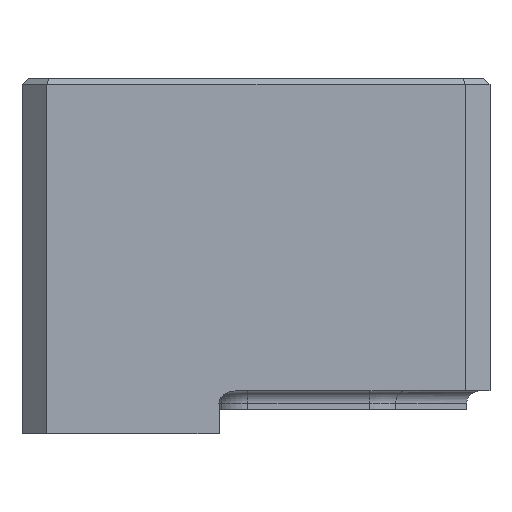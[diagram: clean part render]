
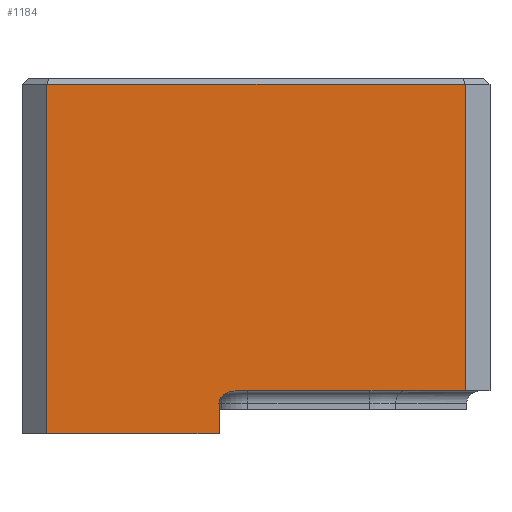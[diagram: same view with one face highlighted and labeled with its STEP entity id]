
A CAD part, left-side view. The second image highlights one B-rep face of the part: STEP entity #1184.
In plain terms, the highlighted planar face has unit normal (-1, 0, 0).
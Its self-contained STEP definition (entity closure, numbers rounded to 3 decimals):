
#67 = VERTEX_POINT ( 'NONE', #1780 ) ;
#84 = CARTESIAN_POINT ( 'NONE',  ( 0., -36., -0.5 ) ) ;
#98 = ORIENTED_EDGE ( 'NONE', *, *, #496, .T. ) ;
#142 = VECTOR ( 'NONE', #2114, 1000. ) ;
#147 = ORIENTED_EDGE ( 'NONE', *, *, #3836, .F. ) ;
#461 = CARTESIAN_POINT ( 'NONE',  ( 0., -16.586, -25.4 ) ) ;
#496 = EDGE_CURVE ( 'NONE', #2621, #67, #1106, .T. ) ;
#606 = VECTOR ( 'NONE', #4693, 1000. ) ;
#717 = EDGE_CURVE ( 'NONE', #3983, #806, #2139, .T. ) ;
#806 = VERTEX_POINT ( 'NONE', #3652 ) ;
#888 = ORIENTED_EDGE ( 'NONE', *, *, #1089, .F. ) ;
#948 = FACE_OUTER_BOUND ( 'NONE', #2145, .T. ) ;
#995 = CARTESIAN_POINT ( 'NONE',  ( 0., 0., -28.9 ) ) ;
#1089 = EDGE_CURVE ( 'NONE', #2621, #2720, #1851, .T. ) ;
#1106 = LINE ( 'NONE', #4978, #2406 ) ;
#1126 = DIRECTION ( 'NONE',  ( 0., -1., 0. ) ) ;
#1184 = ADVANCED_FACE ( 'NONE', ( #948 ), #4125, .F. ) ;
#1198 = DIRECTION ( 'NONE',  ( 0., -1., 0. ) ) ;
#1255 = VERTEX_POINT ( 'NONE', #4101 ) ;
#1294 = DIRECTION ( 'NONE',  ( 0., 1., 0. ) ) ;
#1342 = DIRECTION ( 'NONE',  ( 1., 0., 0. ) ) ;
#1530 = LINE ( 'NONE', #84, #4002 ) ;
#1555 = EDGE_CURVE ( 'NONE', #806, #2720, #3628, .T. ) ;
#1634 = AXIS2_PLACEMENT_3D ( 'NONE', #3314, #1342, #1294 ) ;
#1638 = EDGE_CURVE ( 'NONE', #3983, #1255, #2161, .T. ) ;
#1753 = DIRECTION ( 'NONE',  ( 0., 0., 1. ) ) ;
#1780 = CARTESIAN_POINT ( 'NONE',  ( 0., -36., -25.4 ) ) ;
#1806 = ORIENTED_EDGE ( 'NONE', *, *, #1897, .F. ) ;
#1851 =( BOUNDED_CURVE ( )  B_SPLINE_CURVE ( 3, ( #3984, #461, #2012, #3572 ),
 .UNSPECIFIED., .F., .F. ) 
 B_SPLINE_CURVE_WITH_KNOTS ( ( 4, 4 ),
 ( 1.571, 3.142 ),
 .UNSPECIFIED. ) 
 CURVE ( )  GEOMETRIC_REPRESENTATION_ITEM ( )  RATIONAL_B_SPLINE_CURVE ( ( 1., 0.805, 0.805, 1. ) ) 
 REPRESENTATION_ITEM ( '' )  );
#1897 = EDGE_CURVE ( 'NONE', #4974, #67, #2009, .T. ) ;
#2009 = LINE ( 'NONE', #3192, #2878 ) ;
#2012 = CARTESIAN_POINT ( 'NONE',  ( 0., -16., -25.814 ) ) ;
#2114 = DIRECTION ( 'NONE',  ( 0., -1., 0. ) ) ;
#2139 = LINE ( 'NONE', #995, #142 ) ;
#2145 = EDGE_LOOP ( 'NONE', ( #2755, #2192, #4874, #888, #98, #1806, #147 ) ) ;
#2161 = LINE ( 'NONE', #3722, #2820 ) ;
#2192 = ORIENTED_EDGE ( 'NONE', *, *, #717, .T. ) ;
#2406 = VECTOR ( 'NONE', #1126, 1000. ) ;
#2621 = VERTEX_POINT ( 'NONE', #4348 ) ;
#2720 = VERTEX_POINT ( 'NONE', #4826 ) ;
#2755 = ORIENTED_EDGE ( 'NONE', *, *, #1638, .F. ) ;
#2820 = VECTOR ( 'NONE', #1753, 1000. ) ;
#2878 = VECTOR ( 'NONE', #3569, 1000. ) ;
#3192 = CARTESIAN_POINT ( 'NONE',  ( 0., -36., -26.9 ) ) ;
#3314 = CARTESIAN_POINT ( 'NONE',  ( 0., 0., -26.9 ) ) ;
#3327 = CARTESIAN_POINT ( 'NONE',  ( 0., -36., -0.5 ) ) ;
#3569 = DIRECTION ( 'NONE',  ( 0., 0., -1. ) ) ;
#3572 = CARTESIAN_POINT ( 'NONE',  ( 0., -16., -26.4 ) ) ;
#3628 = LINE ( 'NONE', #4792, #606 ) ;
#3652 = CARTESIAN_POINT ( 'NONE',  ( 0., -16., -28.9 ) ) ;
#3722 = CARTESIAN_POINT ( 'NONE',  ( 0., -2., -26.9 ) ) ;
#3836 = EDGE_CURVE ( 'NONE', #1255, #4974, #1530, .T. ) ;
#3983 = VERTEX_POINT ( 'NONE', #4081 ) ;
#3984 = CARTESIAN_POINT ( 'NONE',  ( 0., -17.414, -25.4 ) ) ;
#4002 = VECTOR ( 'NONE', #1198, 1000. ) ;
#4081 = CARTESIAN_POINT ( 'NONE',  ( 0., -2., -28.9 ) ) ;
#4101 = CARTESIAN_POINT ( 'NONE',  ( 0., -2., -0.5 ) ) ;
#4125 = PLANE ( 'NONE',  #1634 ) ;
#4348 = CARTESIAN_POINT ( 'NONE',  ( 0., -17.414, -25.4 ) ) ;
#4693 = DIRECTION ( 'NONE',  ( 0., 0., 1. ) ) ;
#4792 = CARTESIAN_POINT ( 'NONE',  ( 0., -16., -28.9 ) ) ;
#4826 = CARTESIAN_POINT ( 'NONE',  ( 0., -16., -26.4 ) ) ;
#4874 = ORIENTED_EDGE ( 'NONE', *, *, #1555, .T. ) ;
#4974 = VERTEX_POINT ( 'NONE', #3327 ) ;
#4978 = CARTESIAN_POINT ( 'NONE',  ( 0., 0., -25.4 ) ) ;
